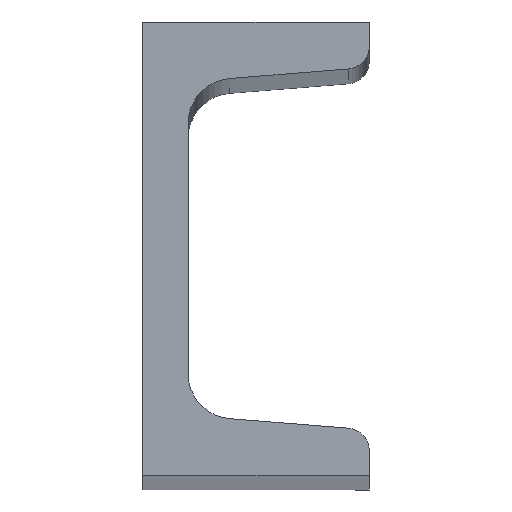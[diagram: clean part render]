
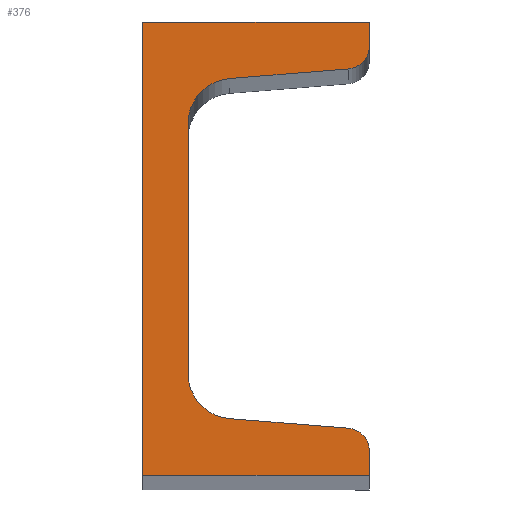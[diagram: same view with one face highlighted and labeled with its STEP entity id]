
A CAD part, top view. The second image highlights one B-rep face of the part: STEP entity #376.
In plain terms, the highlighted planar face has unit normal (0, 0, 1).
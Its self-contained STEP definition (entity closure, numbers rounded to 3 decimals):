
#2 = EDGE_CURVE ( 'NONE', #242, #323, #239, .T. ) ;
#5 = VECTOR ( 'NONE', #413, 1000. ) ;
#8 = DIRECTION ( 'NONE',  ( 0., 1., 0. ) ) ;
#11 = CARTESIAN_POINT ( 'NONE',  ( -210., 345., 540. ) ) ;
#17 = DIRECTION ( 'NONE',  ( 0., 0., 1. ) ) ;
#19 = CIRCLE ( 'NONE', #255, 5. ) ;
#23 = CIRCLE ( 'NONE', #301, 2.5 ) ;
#42 = LINE ( 'NONE', #123, #260 ) ;
#48 = CIRCLE ( 'NONE', #385, 5. ) ;
#52 = CARTESIAN_POINT ( 'NONE',  ( -185., 295., 540. ) ) ;
#55 = EDGE_CURVE ( 'NONE', #323, #498, #101, .T. ) ;
#59 = CARTESIAN_POINT ( 'NONE',  ( -187.3, 300.179, 540. ) ) ;
#74 = DIRECTION ( 'NONE',  ( 0., 0., -1. ) ) ;
#77 = ORIENTED_EDGE ( 'NONE', *, *, #93, .T. ) ;
#78 = DIRECTION ( 'NONE',  ( 1., 0., 0. ) ) ;
#79 = DIRECTION ( 'NONE',  ( -1., 0., 0. ) ) ;
#86 = VERTEX_POINT ( 'NONE', #398 ) ;
#91 = LINE ( 'NONE', #117, #348 ) ;
#93 = EDGE_CURVE ( 'NONE', #378, #242, #48, .T. ) ;
#94 = DIRECTION ( 'NONE',  ( 0., 0., -1. ) ) ;
#95 = DIRECTION ( 'NONE',  ( -1., 0., 0. ) ) ;
#98 = ORIENTED_EDGE ( 'NONE', *, *, #55, .T. ) ;
#101 = CIRCLE ( 'NONE', #306, 2.5 ) ;
#110 = CARTESIAN_POINT ( 'NONE',  ( -200.401, 338.767, 540. ) ) ;
#116 = EDGE_CURVE ( 'NONE', #186, #484, #308, .T. ) ;
#117 = CARTESIAN_POINT ( 'NONE',  ( -185., 345., 540. ) ) ;
#122 = LINE ( 'NONE', #244, #298 ) ;
#123 = CARTESIAN_POINT ( 'NONE',  ( -205., 333.783, 540. ) ) ;
#130 = CARTESIAN_POINT ( 'NONE',  ( -185., 345., 540. ) ) ;
#144 = ORIENTED_EDGE ( 'NONE', *, *, #167, .T. ) ;
#145 = CARTESIAN_POINT ( 'NONE',  ( -185., 342.313, 540. ) ) ;
#146 = CARTESIAN_POINT ( 'NONE',  ( -187.3, 339.821, 540. ) ) ;
#157 = ORIENTED_EDGE ( 'NONE', *, *, #2, .T. ) ;
#159 = CARTESIAN_POINT ( 'NONE',  ( -187.5, 342.313, 540. ) ) ;
#162 = CARTESIAN_POINT ( 'NONE',  ( -185., 295., 540. ) ) ;
#167 = EDGE_CURVE ( 'NONE', #498, #477, #91, .T. ) ;
#182 = CARTESIAN_POINT ( 'NONE',  ( -185., 295., 540. ) ) ;
#186 = VERTEX_POINT ( 'NONE', #509 ) ;
#195 = EDGE_CURVE ( 'NONE', #477, #278, #122, .T. ) ;
#203 = AXIS2_PLACEMENT_3D ( 'NONE', #412, #17, #332 ) ;
#204 = DIRECTION ( 'NONE',  ( -1., 0., 0. ) ) ;
#213 = VECTOR ( 'NONE', #479, 1000. ) ;
#234 = ORIENTED_EDGE ( 'NONE', *, *, #410, .T. ) ;
#236 = EDGE_CURVE ( 'NONE', #324, #449, #23, .T. ) ;
#237 = LINE ( 'NONE', #11, #423 ) ;
#239 = LINE ( 'NONE', #146, #503 ) ;
#242 = VERTEX_POINT ( 'NONE', #110 ) ;
#244 = CARTESIAN_POINT ( 'NONE',  ( -185., 345., 540. ) ) ;
#245 = DIRECTION ( 'NONE',  ( 0., 1., 0. ) ) ;
#247 = CARTESIAN_POINT ( 'NONE',  ( -200.401, 301.233, 540. ) ) ;
#252 = LINE ( 'NONE', #59, #5 ) ;
#255 = AXIS2_PLACEMENT_3D ( 'NONE', #295, #94, #95 ) ;
#260 = VECTOR ( 'NONE', #8, 1000. ) ;
#266 = VERTEX_POINT ( 'NONE', #247 ) ;
#278 = VERTEX_POINT ( 'NONE', #476 ) ;
#279 = EDGE_LOOP ( 'NONE', ( #144, #435, #333, #462, #507, #508, #416, #234, #373, #77, #157, #98 ) ) ;
#290 = CARTESIAN_POINT ( 'NONE',  ( -185., 297.687, 540. ) ) ;
#291 = DIRECTION ( 'NONE',  ( 0., -1., 0. ) ) ;
#295 = CARTESIAN_POINT ( 'NONE',  ( -200., 306.217, 540. ) ) ;
#298 = VECTOR ( 'NONE', #361, 1000. ) ;
#301 = AXIS2_PLACEMENT_3D ( 'NONE', #368, #316, #79 ) ;
#305 = EDGE_CURVE ( 'NONE', #278, #186, #237, .T. ) ;
#306 = AXIS2_PLACEMENT_3D ( 'NONE', #159, #393, #204 ) ;
#308 = LINE ( 'NONE', #162, #367 ) ;
#316 = DIRECTION ( 'NONE',  ( 0., 0., 1. ) ) ;
#320 = CARTESIAN_POINT ( 'NONE',  ( -187.3, 339.821, 540. ) ) ;
#323 = VERTEX_POINT ( 'NONE', #320 ) ;
#324 = VERTEX_POINT ( 'NONE', #290 ) ;
#332 = DIRECTION ( 'NONE',  ( -1., 0., 0. ) ) ;
#333 = ORIENTED_EDGE ( 'NONE', *, *, #305, .T. ) ;
#348 = VECTOR ( 'NONE', #245, 1000. ) ;
#359 = EDGE_CURVE ( 'NONE', #86, #378, #42, .T. ) ;
#361 = DIRECTION ( 'NONE',  ( -1., 0., 0. ) ) ;
#367 = VECTOR ( 'NONE', #78, 1000. ) ;
#368 = CARTESIAN_POINT ( 'NONE',  ( -187.5, 297.687, 540. ) ) ;
#373 = ORIENTED_EDGE ( 'NONE', *, *, #359, .T. ) ;
#376 = ADVANCED_FACE ( 'NONE', ( #382 ), #451, .T. ) ;
#378 = VERTEX_POINT ( 'NONE', #400 ) ;
#382 = FACE_OUTER_BOUND ( 'NONE', #279, .T. ) ;
#385 = AXIS2_PLACEMENT_3D ( 'NONE', #427, #74, #470 ) ;
#387 = LINE ( 'NONE', #52, #213 ) ;
#393 = DIRECTION ( 'NONE',  ( 0., 0., 1. ) ) ;
#398 = CARTESIAN_POINT ( 'NONE',  ( -205., 306.217, 540. ) ) ;
#399 = EDGE_CURVE ( 'NONE', #449, #266, #252, .T. ) ;
#400 = CARTESIAN_POINT ( 'NONE',  ( -205., 333.783, 540. ) ) ;
#410 = EDGE_CURVE ( 'NONE', #266, #86, #19, .T. ) ;
#412 = CARTESIAN_POINT ( 'NONE',  ( -187.5, 342.313, 540. ) ) ;
#413 = DIRECTION ( 'NONE',  ( -0.997, 0.08, 0. ) ) ;
#416 = ORIENTED_EDGE ( 'NONE', *, *, #399, .T. ) ;
#423 = VECTOR ( 'NONE', #291, 1000. ) ;
#427 = CARTESIAN_POINT ( 'NONE',  ( -200., 333.783, 540. ) ) ;
#432 = EDGE_CURVE ( 'NONE', #484, #324, #387, .T. ) ;
#435 = ORIENTED_EDGE ( 'NONE', *, *, #195, .T. ) ;
#443 = CARTESIAN_POINT ( 'NONE',  ( -187.3, 300.179, 540. ) ) ;
#449 = VERTEX_POINT ( 'NONE', #443 ) ;
#451 = PLANE ( 'NONE',  #203 ) ;
#462 = ORIENTED_EDGE ( 'NONE', *, *, #116, .T. ) ;
#464 = DIRECTION ( 'NONE',  ( 0.997, 0.08, 0. ) ) ;
#470 = DIRECTION ( 'NONE',  ( 1., 0., 0. ) ) ;
#476 = CARTESIAN_POINT ( 'NONE',  ( -210., 345., 540. ) ) ;
#477 = VERTEX_POINT ( 'NONE', #130 ) ;
#479 = DIRECTION ( 'NONE',  ( 0., 1., 0. ) ) ;
#484 = VERTEX_POINT ( 'NONE', #182 ) ;
#498 = VERTEX_POINT ( 'NONE', #145 ) ;
#503 = VECTOR ( 'NONE', #464, 1000. ) ;
#507 = ORIENTED_EDGE ( 'NONE', *, *, #432, .T. ) ;
#508 = ORIENTED_EDGE ( 'NONE', *, *, #236, .T. ) ;
#509 = CARTESIAN_POINT ( 'NONE',  ( -210., 295., 540. ) ) ;
